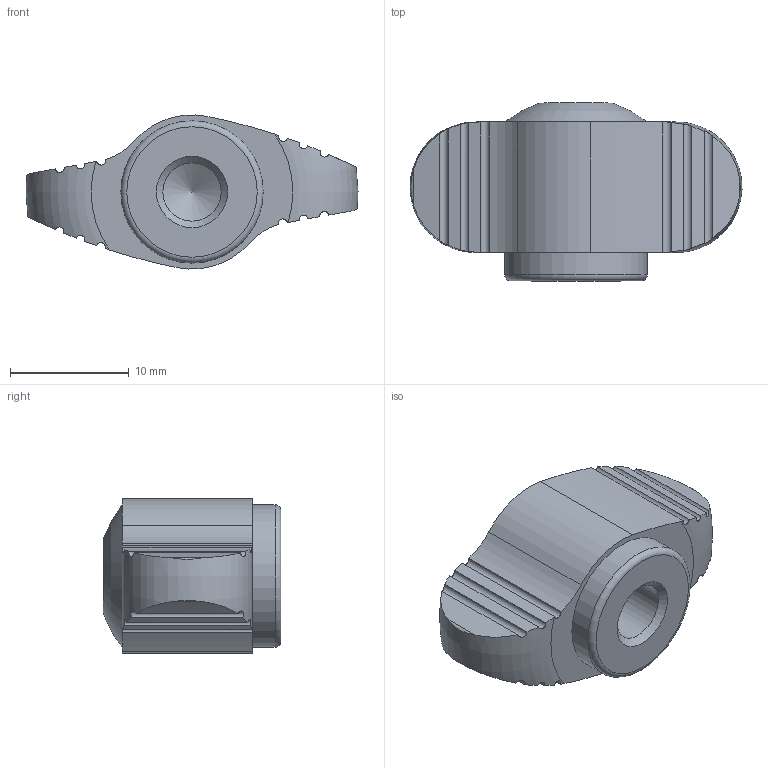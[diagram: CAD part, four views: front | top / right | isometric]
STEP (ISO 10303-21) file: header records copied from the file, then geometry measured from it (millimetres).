
FILE_DESCRIPTION( ( 'STEP AP214' ), '1' );
FILE_NAME( 'K0274.0006.stp', '2020-11-27T11:27:04', ( '' ), ( '' ), ' ', 'PARTsolutions', ' ' );
FILE_SCHEMA( ( 'AUTOMOTIVE_DESIGN { 1 0 10303 214 1 1 1 1 }' ) );
Length unit declared in the file: millimetre
Products named in the file (1): _K0274.0006
Bounding box: 27.99 x 15 x 12.99 mm (x, y, z)
Volume: 2578.5 mm3; surface area: 1419.6 mm2
Topology: 1 solids, 1 shells, 46 faces, 123 edges, 81 vertices
Faces by surface type: cylinder 30, plane 10, torus 3, cone 2, sphere 1
Full cylindrical faces by diameter (mm): 4.917 x1, 12 x1
Entity records: 2016 total; most frequent: CARTESIAN_POINT 584, ORIENTED_EDGE 232, DIRECTION 186, EDGE_CURVE 116, VERTEX_POINT 81, AXIS2_PLACEMENT_3D 75, EDGE_LOOP 54, B_SPLINE_CURVE_WITH_KNOTS 52
